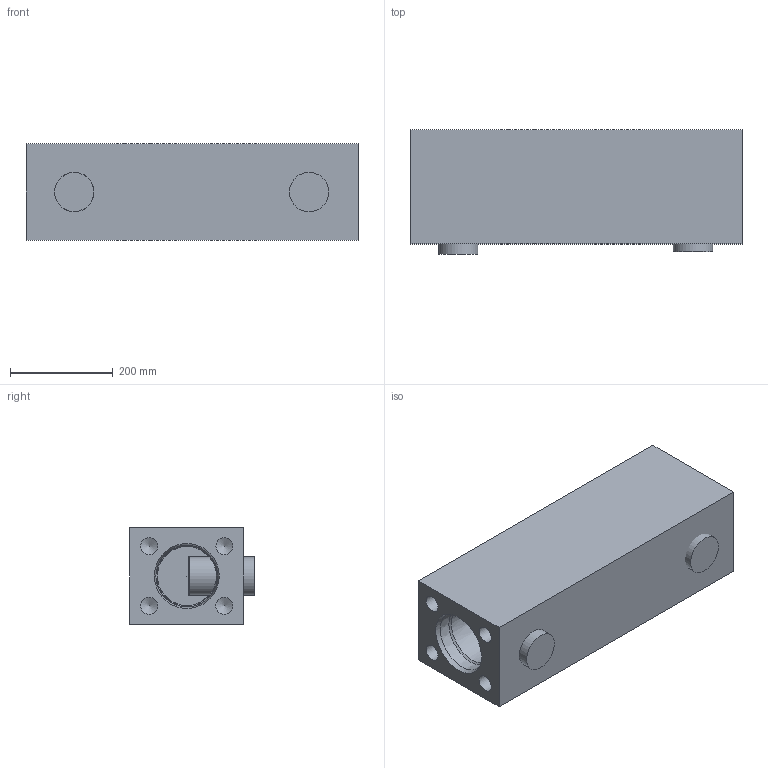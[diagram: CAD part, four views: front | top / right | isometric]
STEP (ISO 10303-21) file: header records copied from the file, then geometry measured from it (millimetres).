
FILE_DESCRIPTION(('HOOPS Exchange Step'),'2;1');
FILE_NAME('temp_export','2023-09-14T04:45:23-17:00',('CJ'),('Shapr3D Limited'),'HOOPS Exchange 2023.2','Shapr3D','Authorized');
FILE_SCHEMA( ('AUTOMOTIVE_DESIGN { 1 0 10303 214 1 1 1 1 }') );
Length unit declared in the file: millimetre
Products named in the file (1): root
Bounding box: 645.62 x 242.57 x 188.45 mm (x, y, z)
Volume: 21517206.5 mm3; surface area: 938849.9 mm2
Topology: 3 solids, 3 shells, 27 faces, 65 edges, 45 vertices
Faces by surface type: plane 11, cone 8, cylinder 7, bspline 1
Full cylindrical faces by diameter (mm): 33.016 x4, 76.25 x1, 76.505 x2
Entity records: 1265 total; most frequent: CARTESIAN_POINT 602, DIRECTION 140, ORIENTED_EDGE 120, EDGE_CURVE 60, AXIS2_PLACEMENT_3D 56, VERTEX_POINT 45, EDGE_LOOP 33, FACE_BOUND 33
